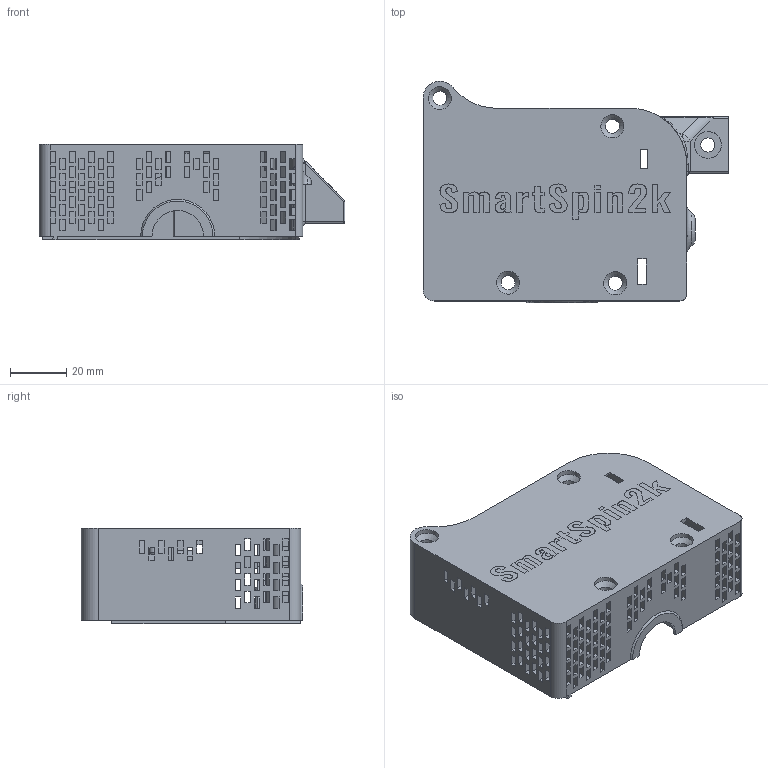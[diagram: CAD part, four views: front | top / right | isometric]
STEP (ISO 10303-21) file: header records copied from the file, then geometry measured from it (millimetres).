
FILE_DESCRIPTION(/* description */ (''),/* implementation_level */ '2;1');
FILE_NAME(/* name */ 'Body_Drawing_Right_REV2.stp',/* time_stamp */ '2024-07-19T19:04:51-03:00',/* author */ ('geffe'),/* organization */ (''),/* preprocessor_version */ 'ST-DEVELOPER v19',/* originating_system */ 'Autodesk Inventor 2023',/* authorisation */ '');
FILE_SCHEMA (('AUTOMOTIVE_DESIGN { 1 0 10303 214 3 1 1 }'));
Length unit declared in the file: millimetre
Products named in the file (1): Body_Drawing_Right
Bounding box: 108.65 x 78.59 x 33.9 mm (x, y, z)
Volume: 53751.8 mm3; surface area: 45653.2 mm2
Topology: 13 solids, 13 shells, 1126 faces, 3310 edges, 2181 vertices
Faces by surface type: plane 882, bspline 157, cylinder 65, torus 11, cone 6, sphere 5
Full cylindrical faces by diameter (mm): 3 x2, 5 x5, 8.2 x4, 9.6 x1
Entity records: 46061 total; most frequent: CARTESIAN_POINT 16507, ORIENTED_EDGE 6610, DIRECTION 5113, EDGE_CURVE 3305, LINE 2771, VECTOR 2771, VERTEX_POINT 2181, EDGE_LOOP 1382
